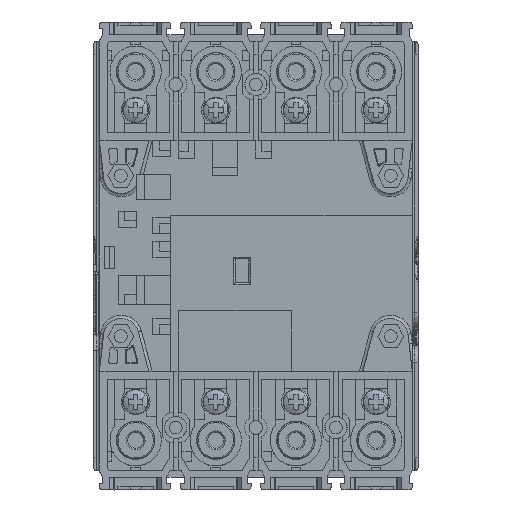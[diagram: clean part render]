
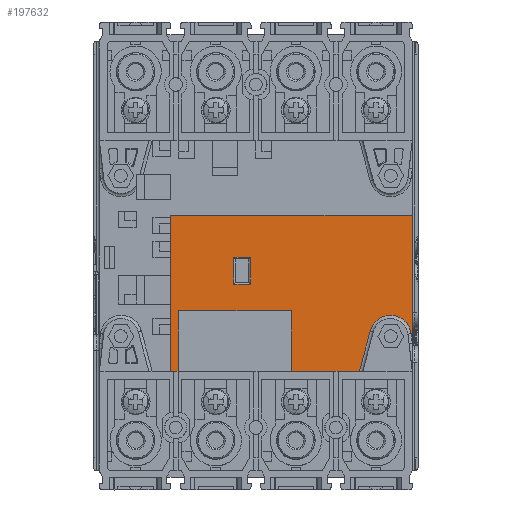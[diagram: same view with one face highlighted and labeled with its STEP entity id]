
A CAD part, front view. The second image highlights one B-rep face of the part: STEP entity #197632.
In plain terms, the highlighted planar face has unit normal (0, -1, 0).
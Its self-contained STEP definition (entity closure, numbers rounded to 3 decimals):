
#4495=DIRECTION('',(-1.,0.,0.));
#4496=VECTOR('',#4495,21.223);
#4497=CARTESIAN_POINT('',(44.823,1.,-36.));
#4498=LINE('',#4497,#4496);
#4558=DIRECTION('',(-1.,0.,0.));
#4559=VECTOR('',#4558,2.5);
#4560=CARTESIAN_POINT('',(-11.6,1.,-36.));
#4561=LINE('',#4560,#4559);
#4593=DIRECTION('',(-1.,0.,0.));
#4594=VECTOR('',#4593,75.4);
#4595=CARTESIAN_POINT('',(61.3,1.,12.75));
#4596=LINE('',#4595,#4594);
#4600=DIRECTION('',(0.,0.,1.));
#4601=VECTOR('',#4600,39.989);
#4602=CARTESIAN_POINT('',(61.3,1.,-27.239));
#4603=LINE('',#4602,#4601);
#4607=DIRECTION('',(0.114,0.,-0.993));
#4608=VECTOR('',#4607,3.);
#4609=CARTESIAN_POINT('',(60.958,1.,-24.258));
#4610=LINE('',#4609,#4608);
#4614=CARTESIAN_POINT('',(54.5,1.,-25.));
#4615=DIRECTION('',(0.,1.,0.));
#4616=DIRECTION('',(-0.966,0.,0.259));
#4617=AXIS2_PLACEMENT_3D('',#4614,#4615,#4616);
#4622=DIRECTION('',(0.259,0.,0.966));
#4623=VECTOR('',#4622,13.13);
#4624=CARTESIAN_POINT('',(44.823,1.,-36.));
#4625=LINE('',#4624,#4623);
#4629=DIRECTION('',(0.,0.,-1.));
#4630=VECTOR('',#4629,18.9);
#4631=CARTESIAN_POINT('',(23.6,1.,-17.1));
#4632=LINE('',#4631,#4630);
#4636=DIRECTION('',(1.,0.,0.));
#4637=VECTOR('',#4636,35.2);
#4638=CARTESIAN_POINT('',(-11.6,1.,-17.1));
#4639=LINE('',#4638,#4637);
#4643=DIRECTION('',(0.,0.,-1.));
#4644=VECTOR('',#4643,48.75);
#4645=CARTESIAN_POINT('',(-14.1,1.,12.75));
#4646=LINE('',#4645,#4644);
#74756=DIRECTION('',(0.,0.,-1.));
#74757=VECTOR('',#74756,18.9);
#74758=CARTESIAN_POINT('',(-11.6,1.,-17.1));
#74759=LINE('',#74758,#74757);
#74834=DIRECTION('',(0.,0.,1.));
#74835=VECTOR('',#74834,8.4);
#74836=CARTESIAN_POINT('',(10.85,1.,-8.8));
#74837=LINE('',#74836,#74835);
#74997=DIRECTION('',(1.,0.,0.));
#74998=VECTOR('',#74997,5.2);
#74999=CARTESIAN_POINT('',(5.65,1.,-8.8));
#75000=LINE('',#74999,#74998);
#75034=DIRECTION('',(0.,0.,-1.));
#75035=VECTOR('',#75034,8.4);
#75036=CARTESIAN_POINT('',(5.65,1.,-0.4));
#75037=LINE('',#75036,#75035);
#75085=DIRECTION('',(-1.,0.,0.));
#75086=VECTOR('',#75085,5.2);
#75087=CARTESIAN_POINT('',(10.85,1.,-0.4));
#75088=LINE('',#75087,#75086);
#169887=CARTESIAN_POINT('',(61.3,1.,12.75));
#169888=VERTEX_POINT('',#169887);
#169889=CARTESIAN_POINT('',(61.3,1.,-27.239));
#169890=VERTEX_POINT('',#169889);
#169896=CARTESIAN_POINT('',(60.958,1.,-24.258));
#169897=VERTEX_POINT('',#169896);
#169916=CARTESIAN_POINT('',(48.221,1.,-23.318));
#169917=VERTEX_POINT('',#169916);
#169918=CARTESIAN_POINT('',(44.823,1.,-36.));
#169919=VERTEX_POINT('',#169918);
#169920=CARTESIAN_POINT('',(23.6,1.,-36.));
#169921=VERTEX_POINT('',#169920);
#169930=CARTESIAN_POINT('',(-11.6,1.,-36.));
#169931=VERTEX_POINT('',#169930);
#169932=CARTESIAN_POINT('',(-14.1,1.,-36.));
#169933=VERTEX_POINT('',#169932);
#174076=CARTESIAN_POINT('',(-14.1,1.,12.75));
#174077=VERTEX_POINT('',#174076);
#174078=CARTESIAN_POINT('',(-11.6,1.,-17.1));
#174079=VERTEX_POINT('',#174078);
#174080=CARTESIAN_POINT('',(23.6,1.,-17.1));
#174081=VERTEX_POINT('',#174080);
#174082=CARTESIAN_POINT('',(10.85,1.,-8.8));
#174083=CARTESIAN_POINT('',(10.85,1.,-0.4));
#174084=VERTEX_POINT('',#174082);
#174085=VERTEX_POINT('',#174083);
#174086=CARTESIAN_POINT('',(5.65,1.,-8.8));
#174087=VERTEX_POINT('',#174086);
#174088=CARTESIAN_POINT('',(5.65,1.,-0.4));
#174089=VERTEX_POINT('',#174088);
#197595=CARTESIAN_POINT('',(-38.1,1.,-73.));
#197596=DIRECTION('',(0.,-1.,0.));
#197597=DIRECTION('',(1.,0.,0.));
#197598=AXIS2_PLACEMENT_3D('',#197595,#197596,#197597);
#197599=PLANE('',#197598);
#197601=ORIENTED_EDGE('',*,*,#197600,.F.);
#197603=ORIENTED_EDGE('',*,*,#197602,.F.);
#197605=ORIENTED_EDGE('',*,*,#197604,.F.);
#197607=ORIENTED_EDGE('',*,*,#197606,.F.);
#197609=ORIENTED_EDGE('',*,*,#197608,.F.);
#197610=ORIENTED_EDGE('',*,*,#197529,.T.);
#197612=ORIENTED_EDGE('',*,*,#197611,.F.);
#197614=ORIENTED_EDGE('',*,*,#197613,.F.);
#197616=ORIENTED_EDGE('',*,*,#197615,.T.);
#197617=ORIENTED_EDGE('',*,*,#197580,.T.);
#197619=ORIENTED_EDGE('',*,*,#197618,.F.);
#197620=EDGE_LOOP('',(#197601,#197603,#197605,#197607,#197609,#197610,#197612,
#197614,#197616,#197617,#197619));
#197621=FACE_OUTER_BOUND('',#197620,.F.);
#197623=ORIENTED_EDGE('',*,*,#197622,.T.);
#197625=ORIENTED_EDGE('',*,*,#197624,.T.);
#197627=ORIENTED_EDGE('',*,*,#197626,.T.);
#197629=ORIENTED_EDGE('',*,*,#197628,.T.);
#197630=EDGE_LOOP('',(#197623,#197625,#197627,#197629));
#197631=FACE_BOUND('',#197630,.F.);
#4618=CIRCLE('',#4617,6.5);
#197529=EDGE_CURVE('',#169919,#169921,#4498,.T.);
#197580=EDGE_CURVE('',#169931,#169933,#4561,.T.);
#197600=EDGE_CURVE('',#169888,#174077,#4596,.T.);
#197602=EDGE_CURVE('',#169890,#169888,#4603,.T.);
#197604=EDGE_CURVE('',#169897,#169890,#4610,.T.);
#197606=EDGE_CURVE('',#169917,#169897,#4618,.T.);
#197608=EDGE_CURVE('',#169919,#169917,#4625,.T.);
#197611=EDGE_CURVE('',#174081,#169921,#4632,.T.);
#197613=EDGE_CURVE('',#174079,#174081,#4639,.T.);
#197615=EDGE_CURVE('',#174079,#169931,#74759,.T.);
#197618=EDGE_CURVE('',#174077,#169933,#4646,.T.);
#197622=EDGE_CURVE('',#174084,#174085,#74837,.T.);
#197624=EDGE_CURVE('',#174085,#174089,#75088,.T.);
#197626=EDGE_CURVE('',#174089,#174087,#75037,.T.);
#197628=EDGE_CURVE('',#174087,#174084,#75000,.T.);
#197632=ADVANCED_FACE('',(#197621,#197631),#197599,.T.);
